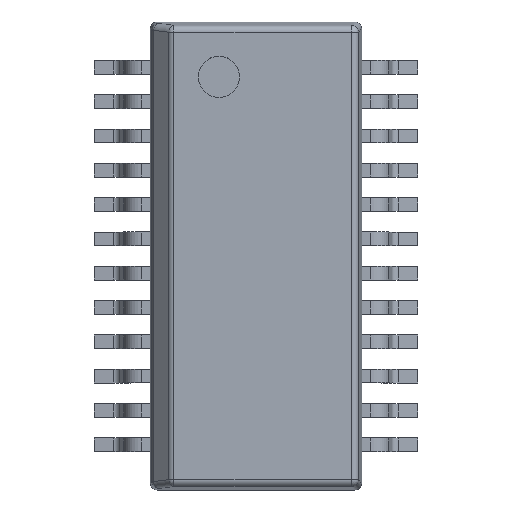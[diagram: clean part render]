
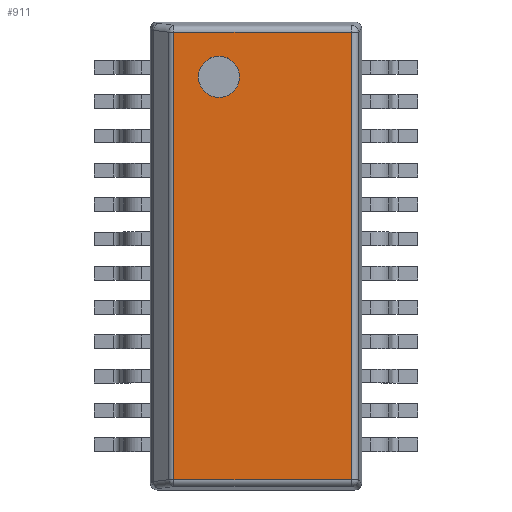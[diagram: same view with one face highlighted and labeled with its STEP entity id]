
A CAD part, top view. The second image highlights one B-rep face of the part: STEP entity #911.
In plain terms, the highlighted face is planar.
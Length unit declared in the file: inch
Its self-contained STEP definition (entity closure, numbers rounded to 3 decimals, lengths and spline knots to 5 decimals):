
#29=CARTESIAN_POINT('',(-0.1305,0.0245,0.027));
#30=DIRECTION('',(0.,-1.,0.));
#31=DIRECTION('',(1.,0.,0.));
#32=AXIS2_PLACEMENT_3D('',#29,#30,#31);
#38=CARTESIAN_POINT('',(-0.1305,0.0245,0.027));
#39=DIRECTION('',(0.,-1.,0.));
#40=DIRECTION('',(-1.,0.,0.));
#41=AXIS2_PLACEMENT_3D('',#38,#39,#40);
#76=DIRECTION('',(1.,0.,0.));
#77=VECTOR('',#76,0.32614);
#78=CARTESIAN_POINT('',(-0.16307,0.0245,0.05993));
#79=LINE('',#78,#77);
#114=DIRECTION('',(0.,0.,-1.));
#115=VECTOR('',#114,0.1295);
#116=CARTESIAN_POINT('',(0.16307,0.0245,0.05993));
#117=LINE('',#116,#115);
#256=DIRECTION('',(0.,0.,1.));
#257=VECTOR('',#256,0.1295);
#258=CARTESIAN_POINT('',(-0.16307,0.0245,-0.06957));
#259=LINE('',#258,#257);
#320=DIRECTION('',(-1.,0.,0.));
#321=VECTOR('',#320,0.32614);
#322=CARTESIAN_POINT('',(0.16307,0.0245,-0.06957));
#323=LINE('',#322,#321);
#794=CARTESIAN_POINT('',(-0.1155,0.0245,0.027));
#795=CARTESIAN_POINT('',(-0.1455,0.0245,0.027));
#796=VERTEX_POINT('',#794);
#797=VERTEX_POINT('',#795);
#830=CARTESIAN_POINT('',(0.16307,0.0245,-0.06957));
#831=CARTESIAN_POINT('',(-0.16307,0.0245,-0.06957));
#832=VERTEX_POINT('',#830);
#833=VERTEX_POINT('',#831);
#866=CARTESIAN_POINT('',(-0.16307,0.0245,0.05993));
#867=VERTEX_POINT('',#866);
#888=CARTESIAN_POINT('',(0.16307,0.0245,0.05993));
#889=VERTEX_POINT('',#888);
#890=CARTESIAN_POINT('',(0.,0.0245,0.));
#891=DIRECTION('',(0.,1.,0.));
#892=DIRECTION('',(1.,0.,0.));
#893=AXIS2_PLACEMENT_3D('',#890,#891,#892);
#894=PLANE('',#893);
#896=ORIENTED_EDGE('',*,*,#895,.F.);
#898=ORIENTED_EDGE('',*,*,#897,.F.);
#900=ORIENTED_EDGE('',*,*,#899,.F.);
#902=ORIENTED_EDGE('',*,*,#901,.F.);
#903=EDGE_LOOP('',(#896,#898,#900,#902));
#904=FACE_OUTER_BOUND('',#903,.F.);
#906=ORIENTED_EDGE('',*,*,#905,.F.);
#908=ORIENTED_EDGE('',*,*,#907,.F.);
#909=EDGE_LOOP('',(#906,#908));
#910=FACE_BOUND('',#909,.F.);
#33=CIRCLE('',#32,0.015);
#42=CIRCLE('',#41,0.015);
#895=EDGE_CURVE('',#867,#889,#79,.T.);
#897=EDGE_CURVE('',#833,#867,#259,.T.);
#899=EDGE_CURVE('',#832,#833,#323,.T.);
#901=EDGE_CURVE('',#889,#832,#117,.T.);
#905=EDGE_CURVE('',#796,#797,#33,.T.);
#907=EDGE_CURVE('',#797,#796,#42,.T.);
#911=ADVANCED_FACE('',(#904,#910),#894,.T.);
